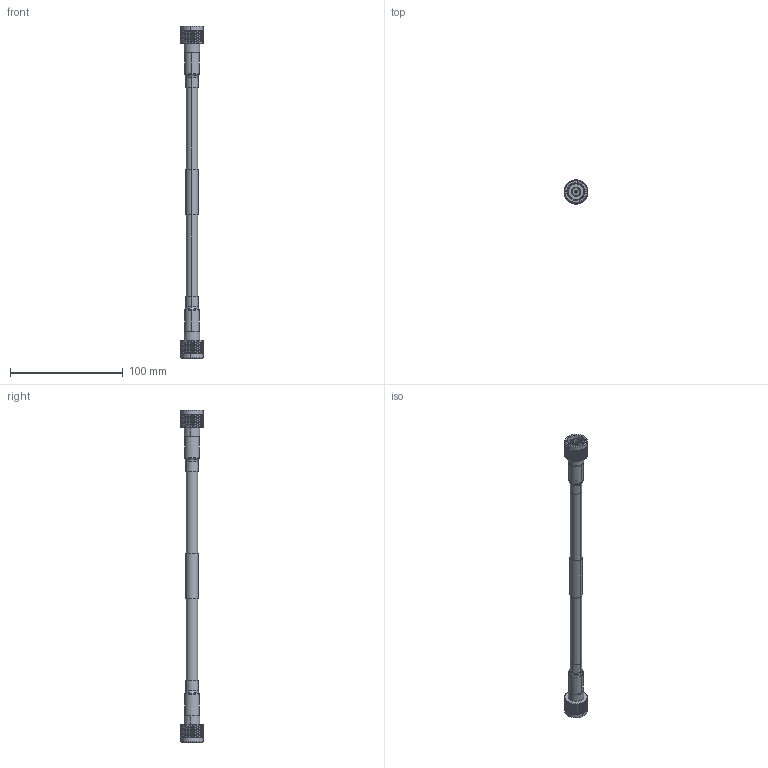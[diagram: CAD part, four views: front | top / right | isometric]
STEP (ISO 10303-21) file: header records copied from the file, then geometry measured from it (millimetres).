
FILE_DESCRIPTION (( 'STEP AP214' ), '1' );
FILE_NAME ('FMC00014_3D.step', '2023-05-10T07:50:05', ( '' ), ( '' ), 'SwSTEP 2.0', 'SolidWorks 2022', '' );
FILE_SCHEMA (( 'AUTOMOTIVE_DESIGN' ));
Length unit declared in the file: inch
Products named in the file (4): LMR-400-UF-FM_WITH LABEL; SC9116; Copy of HeatShrink_EZ-400-UM-X^FMC00014; FMC00014_3D
Assembly tree (5 placements, depth 2):
  FMC00014_3D
    LMR-400-UF-FM_WITH LABEL
    SC9116  x2
    Copy of HeatShrink_EZ-400-UM-X^FMC00014  x2
Bounding box: 21 x 21 x 295.02 mm (x, y, z)
Volume: 36864.7 mm3; surface area: 20168.2 mm2
Topology: 7 solids, 7 shells, 5246 faces, 10946 edges, 5740 vertices
Faces by surface type: bspline 4010, cylinder 1106, plane 72, cone 50, torus 8
Entity records: 135552 total; most frequent: CARTESIAN_POINT 101906, ORIENTED_EDGE 10964, EDGE_CURVE 5482, VERTEX_POINT 2876, EDGE_LOOP 2644, FACE_OUTER_BOUND 2628, ADVANCED_FACE 2628, B_SPLINE_CURVE_WITH_KNOTS 2313
